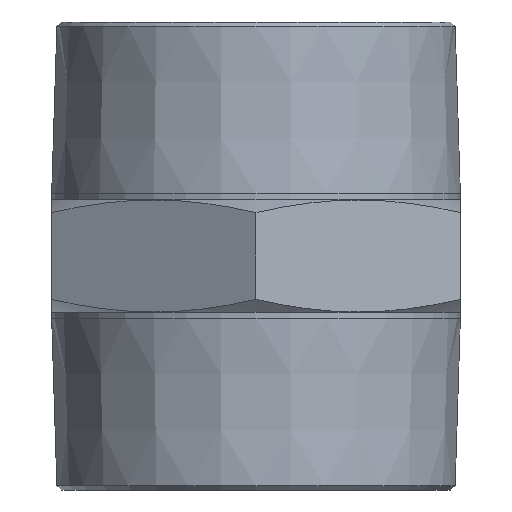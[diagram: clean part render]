
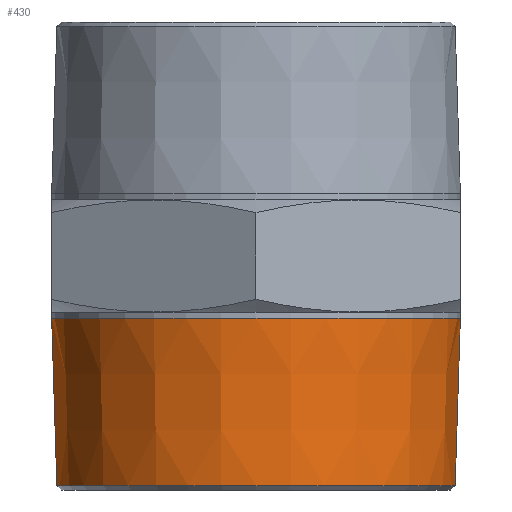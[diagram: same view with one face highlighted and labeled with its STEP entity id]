
A CAD part, front view. The second image highlights one B-rep face of the part: STEP entity #430.
In plain terms, the highlighted conical face has half-angle 1.78 degrees and reference radius 31 mm.
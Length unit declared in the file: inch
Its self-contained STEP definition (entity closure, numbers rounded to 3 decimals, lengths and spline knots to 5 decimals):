
#6 = CARTESIAN_POINT ( 'NONE',  ( 0., 0., -0.37264 ) ) ;
#27 = CARTESIAN_POINT ( 'NONE',  ( -1.22047, 0., -0.37264 ) ) ;
#101 = LINE ( 'NONE', #499, #368 ) ;
#105 = VECTOR ( 'NONE', #361, 39.37008 ) ;
#146 = EDGE_CURVE ( 'NONE', #836, #947, #827, .T. ) ;
#184 = ORIENTED_EDGE ( 'NONE', *, *, #587, .F. ) ;
#206 = EDGE_LOOP ( 'NONE', ( #184, #653, #881, #785 ) ) ;
#215 = VERTEX_POINT ( 'NONE', #763 ) ;
#279 = CARTESIAN_POINT ( 'NONE',  ( -1.18942, 0., -1.37184 ) ) ;
#321 = DIRECTION ( 'NONE',  ( 0., 0., 1. ) ) ;
#339 = DIRECTION ( 'NONE',  ( 0., 0., 1. ) ) ;
#340 = DIRECTION ( 'NONE',  ( 1., 0., 0. ) ) ;
#361 = DIRECTION ( 'NONE',  ( -0.031, 0., 1. ) ) ;
#365 = CARTESIAN_POINT ( 'NONE',  ( -1.22047, 0., -0.37264 ) ) ;
#368 = VECTOR ( 'NONE', #674, 39.37008 ) ;
#389 = DIRECTION ( 'NONE',  ( 0., 0., 1. ) ) ;
#392 = VERTEX_POINT ( 'NONE', #365 ) ;
#430 = ADVANCED_FACE ( 'NONE', ( #641 ), #501, .T. ) ;
#483 = AXIS2_PLACEMENT_3D ( 'NONE', #799, #389, #727 ) ;
#499 = CARTESIAN_POINT ( 'NONE',  ( 1.22047, 0., -0.37264 ) ) ;
#501 = CONICAL_SURFACE ( 'NONE', #483, 1.22047, 0.031 ) ;
#587 = EDGE_CURVE ( 'NONE', #836, #392, #614, .T. ) ;
#614 = LINE ( 'NONE', #27, #105 ) ;
#635 = AXIS2_PLACEMENT_3D ( 'NONE', #993, #321, #340 ) ;
#641 = FACE_OUTER_BOUND ( 'NONE', #206, .T. ) ;
#653 = ORIENTED_EDGE ( 'NONE', *, *, #146, .T. ) ;
#674 = DIRECTION ( 'NONE',  ( 0.031, 0., 1. ) ) ;
#684 = DIRECTION ( 'NONE',  ( 1., 0., 0. ) ) ;
#687 = EDGE_CURVE ( 'NONE', #947, #215, #101, .T. ) ;
#724 = CIRCLE ( 'NONE', #774, 1.22047 ) ;
#727 = DIRECTION ( 'NONE',  ( 1., 0., 0. ) ) ;
#761 = EDGE_CURVE ( 'NONE', #392, #215, #724, .T. ) ;
#763 = CARTESIAN_POINT ( 'NONE',  ( 1.22047, 0., -0.37264 ) ) ;
#774 = AXIS2_PLACEMENT_3D ( 'NONE', #6, #339, #684 ) ;
#785 = ORIENTED_EDGE ( 'NONE', *, *, #761, .F. ) ;
#799 = CARTESIAN_POINT ( 'NONE',  ( 0., 0., -0.37264 ) ) ;
#827 = CIRCLE ( 'NONE', #635, 1.18942 ) ;
#836 = VERTEX_POINT ( 'NONE', #279 ) ;
#881 = ORIENTED_EDGE ( 'NONE', *, *, #687, .T. ) ;
#908 = CARTESIAN_POINT ( 'NONE',  ( 1.18942, 0., -1.37184 ) ) ;
#947 = VERTEX_POINT ( 'NONE', #908 ) ;
#993 = CARTESIAN_POINT ( 'NONE',  ( 0., 0., -1.37184 ) ) ;
